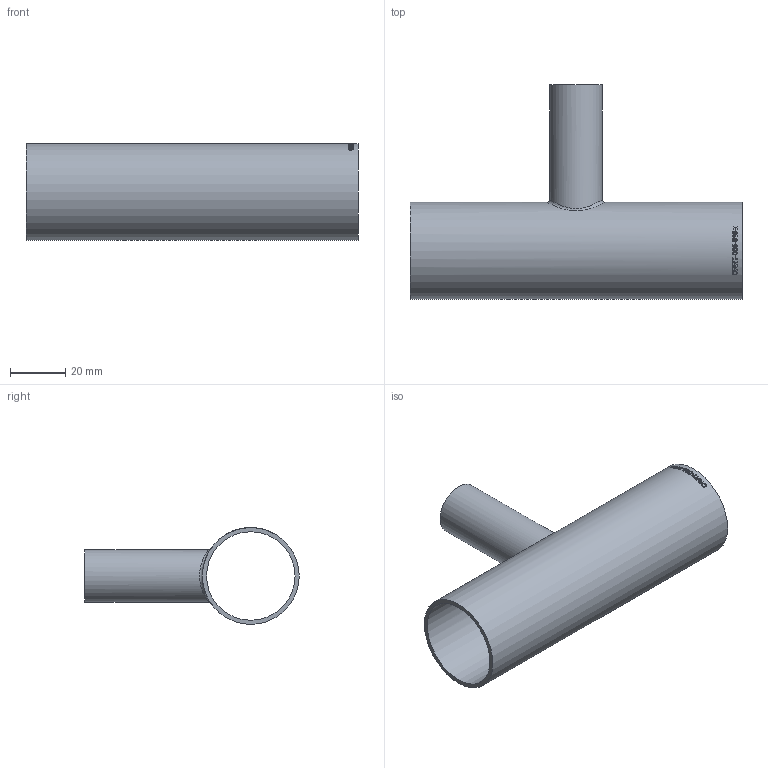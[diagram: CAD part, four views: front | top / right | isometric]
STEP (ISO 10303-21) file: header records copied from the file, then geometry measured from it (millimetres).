
FILE_DESCRIPTION (( 'STEP AP214' ), '1' );
FILE_NAME ('ORRT-035-019-x T-Stück reduziert 2004.STEP', '2020-04-07T09:10:09', ( '' ), ( '' ), 'SwSTEP 2.0', 'SolidWorks 2019', '' );
FILE_SCHEMA (( 'AUTOMOTIVE_DESIGN' ));
Length unit declared in the file: millimetre
Products named in the file (1): ORRT-035-019-x T-Stück reduziert 2004
Bounding box: 120 x 77.5 x 35 mm (x, y, z)
Volume: 22235.8 mm3; surface area: 30013.8 mm2
Topology: 1 solids, 1 shells, 185 faces, 487 edges, 324 vertices
Faces by surface type: bspline 107, plane 53, cylinder 25
Full cylindrical faces by diameter (mm): 16 x1, 19 x1, 32 x1, 35 x1
Entity records: 17735 total; most frequent: CARTESIAN_POINT 12236, ORIENTED_EDGE 950, EDGE_CURVE 475, DIRECTION 365, B_SPLINE_CURVE_WITH_KNOTS 332, VERTEX_POINT 320, EDGE_LOOP 215, FACE_OUTER_BOUND 190
